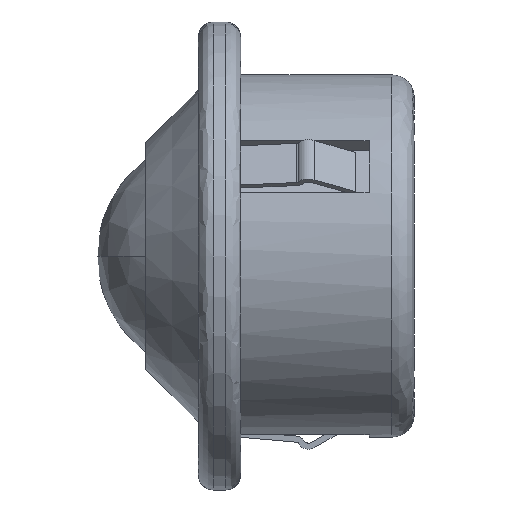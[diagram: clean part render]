
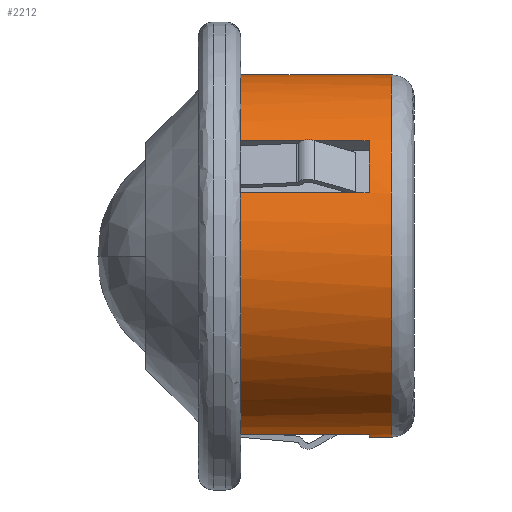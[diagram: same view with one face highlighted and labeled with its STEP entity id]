
A CAD part, left-side view. The second image highlights one B-rep face of the part: STEP entity #2212.
In plain terms, the highlighted cylindrical face has radius 12 mm (diameter 24 mm), a partial arc.
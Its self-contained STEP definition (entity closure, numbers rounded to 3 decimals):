
#47 = ORIENTED_EDGE ( 'NONE', *, *, #367, .T. ) ;
#144 = CARTESIAN_POINT ( 'NONE',  ( 0., 1.5, 0. ) ) ;
#199 = VERTEX_POINT ( 'NONE', #967 ) ;
#226 = CIRCLE ( 'NONE', #1709, 12. ) ;
#277 = VECTOR ( 'NONE', #2933, 1000. ) ;
#301 = CARTESIAN_POINT ( 'NONE',  ( 0., 1.5, -12. ) ) ;
#313 = DIRECTION ( 'NONE',  ( 0., -1., 0. ) ) ;
#343 = VERTEX_POINT ( 'NONE', #2786 ) ;
#367 = EDGE_CURVE ( 'NONE', #1671, #2186, #1547, .T. ) ;
#496 = ORIENTED_EDGE ( 'NONE', *, *, #2589, .T. ) ;
#567 = CARTESIAN_POINT ( 'NONE',  ( 0., 0.37, 0. ) ) ;
#619 = FACE_OUTER_BOUND ( 'NONE', #1864, .T. ) ;
#625 = CARTESIAN_POINT ( 'NONE',  ( -11.247, 0.37, 4.184 ) ) ;
#678 = EDGE_CURVE ( 'NONE', #1293, #1198, #1836, .T. ) ;
#753 = AXIS2_PLACEMENT_3D ( 'NONE', #827, #2653, #3146 ) ;
#789 = VERTEX_POINT ( 'NONE', #1564 ) ;
#827 = CARTESIAN_POINT ( 'NONE',  ( 0., 11.7, 0. ) ) ;
#846 = DIRECTION ( 'NONE',  ( 0., 0., -1. ) ) ;
#863 = DIRECTION ( 'NONE',  ( 0., 0., -1. ) ) ;
#880 = DIRECTION ( 'NONE',  ( 0., -1., 0. ) ) ;
#925 = CIRCLE ( 'NONE', #753, 12. ) ;
#936 = DIRECTION ( 'NONE',  ( 0., -1., 0. ) ) ;
#950 = EDGE_CURVE ( 'NONE', #199, #1293, #1548, .T. ) ;
#967 = CARTESIAN_POINT ( 'NONE',  ( 0., 11.7, 12. ) ) ;
#1092 = CARTESIAN_POINT ( 'NONE',  ( -11.247, 11.7, 4.184 ) ) ;
#1097 = DIRECTION ( 'NONE',  ( 0., 0., -1. ) ) ;
#1107 = LINE ( 'NONE', #1581, #2572 ) ;
#1114 = CARTESIAN_POINT ( 'NONE',  ( -9.247, 0.37, 7.648 ) ) ;
#1165 = DIRECTION ( 'NONE',  ( 0., -1., 0. ) ) ;
#1169 = DIRECTION ( 'NONE',  ( 0., 0., -1. ) ) ;
#1177 = DIRECTION ( 'NONE',  ( 0., 0., -1. ) ) ;
#1198 = VERTEX_POINT ( 'NONE', #2056 ) ;
#1293 = VERTEX_POINT ( 'NONE', #2376 ) ;
#1295 = ORIENTED_EDGE ( 'NONE', *, *, #1434, .T. ) ;
#1364 = DIRECTION ( 'NONE',  ( 0., -1., 0. ) ) ;
#1434 = EDGE_CURVE ( 'NONE', #789, #1671, #1761, .T. ) ;
#1446 = CARTESIAN_POINT ( 'NONE',  ( 0., 1.5, 12. ) ) ;
#1455 = ORIENTED_EDGE ( 'NONE', *, *, #2759, .T. ) ;
#1547 = LINE ( 'NONE', #2331, #1754 ) ;
#1548 = CIRCLE ( 'NONE', #2940, 12. ) ;
#1556 = AXIS2_PLACEMENT_3D ( 'NONE', #567, #313, #1097 ) ;
#1564 = CARTESIAN_POINT ( 'NONE',  ( -2., 3., -11.832 ) ) ;
#1581 = CARTESIAN_POINT ( 'NONE',  ( -2., 0.37, -11.832 ) ) ;
#1597 = DIRECTION ( 'NONE',  ( 0., -1., 0. ) ) ;
#1655 = CARTESIAN_POINT ( 'NONE',  ( 0., 3., 0. ) ) ;
#1671 = VERTEX_POINT ( 'NONE', #2791 ) ;
#1709 = AXIS2_PLACEMENT_3D ( 'NONE', #1655, #1165, #863 ) ;
#1710 = ORIENTED_EDGE ( 'NONE', *, *, #2584, .T. ) ;
#1713 = CIRCLE ( 'NONE', #3000, 12. ) ;
#1754 = VECTOR ( 'NONE', #3089, 1000. ) ;
#1761 = CIRCLE ( 'NONE', #2195, 12. ) ;
#1788 = ORIENTED_EDGE ( 'NONE', *, *, #3186, .F. ) ;
#1836 = LINE ( 'NONE', #1114, #2770 ) ;
#1864 = EDGE_LOOP ( 'NONE', ( #1788, #1909, #2639, #1932, #496, #2923, #1455, #1295, #47, #1710 ) ) ;
#1893 = VERTEX_POINT ( 'NONE', #2907 ) ;
#1909 = ORIENTED_EDGE ( 'NONE', *, *, #950, .T. ) ;
#1932 = ORIENTED_EDGE ( 'NONE', *, *, #1949, .T. ) ;
#1949 = EDGE_CURVE ( 'NONE', #1198, #343, #226, .T. ) ;
#1980 = VECTOR ( 'NONE', #936, 1000. ) ;
#2056 = CARTESIAN_POINT ( 'NONE',  ( -9.247, 3., 7.648 ) ) ;
#2127 = DIRECTION ( 'NONE',  ( 0., 1., 0. ) ) ;
#2161 = LINE ( 'NONE', #2214, #1980 ) ;
#2186 = VERTEX_POINT ( 'NONE', #301 ) ;
#2188 = CARTESIAN_POINT ( 'NONE',  ( 0., 3., 0. ) ) ;
#2195 = AXIS2_PLACEMENT_3D ( 'NONE', #2188, #3198, #1177 ) ;
#2212 = ADVANCED_FACE ( 'NONE', ( #619 ), #2389, .T. ) ;
#2214 = CARTESIAN_POINT ( 'NONE',  ( 0., 0.37, 12. ) ) ;
#2236 = EDGE_CURVE ( 'NONE', #2744, #1893, #925, .T. ) ;
#2331 = CARTESIAN_POINT ( 'NONE',  ( 0., 0.37, -12. ) ) ;
#2376 = CARTESIAN_POINT ( 'NONE',  ( -9.247, 11.7, 7.648 ) ) ;
#2389 = CYLINDRICAL_SURFACE ( 'NONE', #1556, 12. ) ;
#2572 = VECTOR ( 'NONE', #1597, 1000. ) ;
#2584 = EDGE_CURVE ( 'NONE', #2186, #3259, #1713, .T. ) ;
#2589 = EDGE_CURVE ( 'NONE', #343, #2744, #2918, .T. ) ;
#2630 = CARTESIAN_POINT ( 'NONE',  ( 0., 11.7, 0. ) ) ;
#2639 = ORIENTED_EDGE ( 'NONE', *, *, #678, .T. ) ;
#2653 = DIRECTION ( 'NONE',  ( 0., -1., 0. ) ) ;
#2744 = VERTEX_POINT ( 'NONE', #1092 ) ;
#2759 = EDGE_CURVE ( 'NONE', #1893, #789, #1107, .T. ) ;
#2770 = VECTOR ( 'NONE', #880, 1000. ) ;
#2786 = CARTESIAN_POINT ( 'NONE',  ( -11.247, 3., 4.184 ) ) ;
#2791 = CARTESIAN_POINT ( 'NONE',  ( 0., 3., -12. ) ) ;
#2907 = CARTESIAN_POINT ( 'NONE',  ( -2., 11.7, -11.832 ) ) ;
#2918 = LINE ( 'NONE', #625, #277 ) ;
#2923 = ORIENTED_EDGE ( 'NONE', *, *, #2236, .T. ) ;
#2933 = DIRECTION ( 'NONE',  ( 0., 1., 0. ) ) ;
#2940 = AXIS2_PLACEMENT_3D ( 'NONE', #2630, #1364, #846 ) ;
#3000 = AXIS2_PLACEMENT_3D ( 'NONE', #144, #2127, #1169 ) ;
#3089 = DIRECTION ( 'NONE',  ( 0., -1., 0. ) ) ;
#3146 = DIRECTION ( 'NONE',  ( 0., 0., -1. ) ) ;
#3186 = EDGE_CURVE ( 'NONE', #199, #3259, #2161, .T. ) ;
#3198 = DIRECTION ( 'NONE',  ( 0., -1., 0. ) ) ;
#3259 = VERTEX_POINT ( 'NONE', #1446 ) ;
